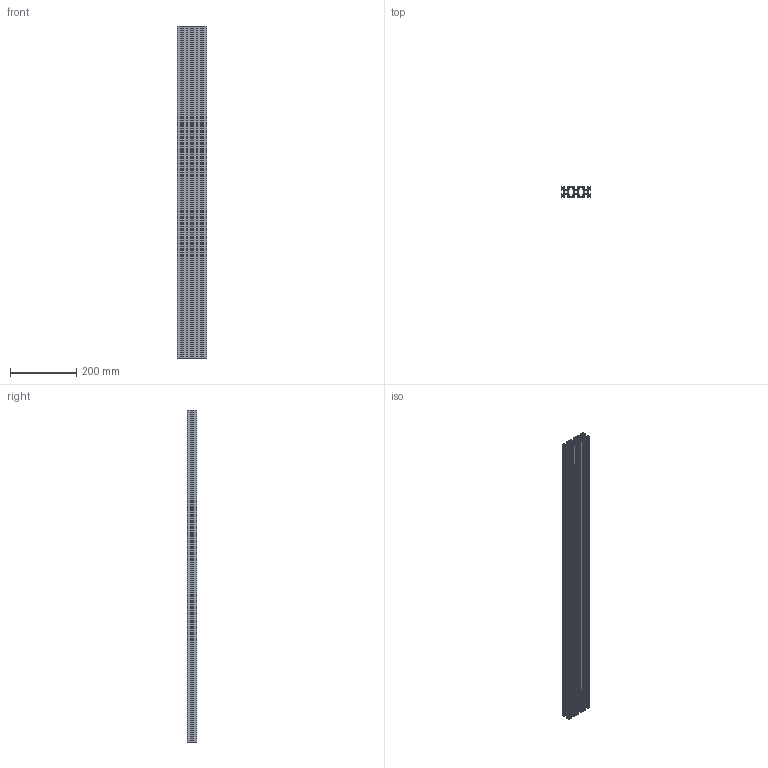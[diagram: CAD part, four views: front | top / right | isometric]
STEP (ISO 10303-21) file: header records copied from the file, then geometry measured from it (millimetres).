
FILE_DESCRIPTION (( 'STEP AP214' ), '1' );
FILE_NAME ('339L Êîíñòðóêöèîííûé ïðîôèëü 30õ90L.STEP', '2019-02-28T09:12:35', ( 'Ïîëüçîâàòåëü Windows' ), ( '' ), 'SwSTEP 2.0', 'SolidWorks 2018', '' );
FILE_SCHEMA (( 'AUTOMOTIVE_DESIGN' ));
Length unit declared in the file: millimetre
Products named in the file (1): 339L Êîíñòðóêöèîííûé ïðîôèëü 30õ90L
Bounding box: 90 x 30 x 1000 mm (x, y, z)
Volume: 608347.5 mm3; surface area: 899483.5 mm2
Topology: 1 solids, 1 shells, 702 faces, 2100 edges, 1400 vertices
Faces by surface type: cylinder 384, plane 318
Entity records: 23962 total; most frequent: DIRECTION 4274, CARTESIAN_POINT 4203, ORIENTED_EDGE 4200, EDGE_CURVE 2100, AXIS2_PLACEMENT_3D 1471, VERTEX_POINT 1400, VECTOR 1332, LINE 1332
